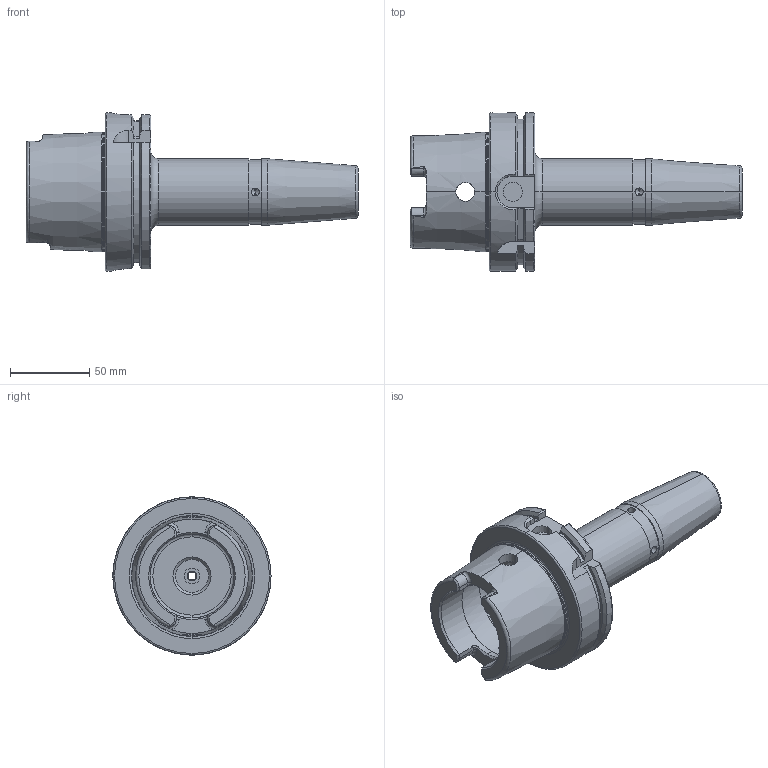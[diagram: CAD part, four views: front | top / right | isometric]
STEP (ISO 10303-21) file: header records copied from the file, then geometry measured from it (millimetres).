
FILE_DESCRIPTION (( 'STEP AP203' ), '1' );
FILE_NAME ('91100A-SR20160.STEP', '2023-04-06T03:51:27', ( '' ), ( '' ), 'SwSTEP 2.0', 'SolidWorks 2018', '' );
FILE_SCHEMA (( 'CONFIG_CONTROL_DESIGN' ));
Length unit declared in the file: millimetre
Products named in the file (4): HSKA100SFC20160WW; SCWM16X1P; 91100A-SR20160
Assembly tree (3 placements, depth 3):
  91100A-SR20160
    HSKA100SFC20160WW
      HSKA100SFC20160WW
      SCWM16X1P
Bounding box: 209.95 x 100 x 100 mm (x, y, z)
Volume: 395139.3 mm3; surface area: 74087.2 mm2
Topology: 2 solids, 2 shells, 222 faces, 545 edges, 328 vertices
Faces by surface type: cylinder 70, plane 64, cone 47, torus 31, bspline 10
Entity records: 8334 total; most frequent: CARTESIAN_POINT 2858, ORIENTED_EDGE 1070, DIRECTION 1054, EDGE_CURVE 535, AXIS2_PLACEMENT_3D 424, VERTEX_POINT 328, EDGE_LOOP 241, FACE_OUTER_BOUND 222
